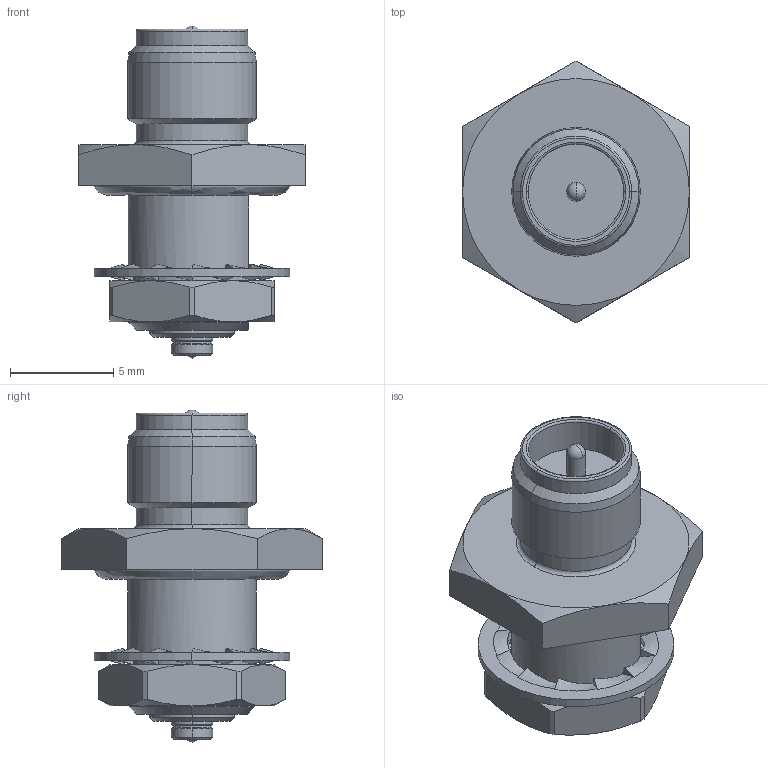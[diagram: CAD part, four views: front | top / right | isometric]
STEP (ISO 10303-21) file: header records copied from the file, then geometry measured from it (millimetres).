
FILE_DESCRIPTION (( 'STEP AP214' ), '1' );
FILE_NAME ('J01155R0061.STEP', '2013-06-12T13:44:58', ( 'Wartung1' ), ( '' ), 'SwSTEP 2.0', 'SolidWorks 2013', '' );
FILE_SCHEMA (( 'AUTOMOTIVE_DESIGN' ));
Length unit declared in the file: millimetre
Products named in the file (1): J01155R0061
Bounding box: 11 x 12.7 x 16.1 mm (x, y, z)
Volume: 611.5 mm3; surface area: 877.1 mm2
Topology: 3 solids, 3 shells, 179 faces, 435 edges, 266 vertices
Faces by surface type: plane 51, cone 41, bspline 40, cylinder 37, torus 6, sphere 4
Entity records: 7789 total; most frequent: CARTESIAN_POINT 1827, ORIENTED_EDGE 862, DIRECTION 750, EDGE_CURVE 431, AXIS2_PLACEMENT_3D 275, VERTEX_POINT 266, LINE 200, VECTOR 200
